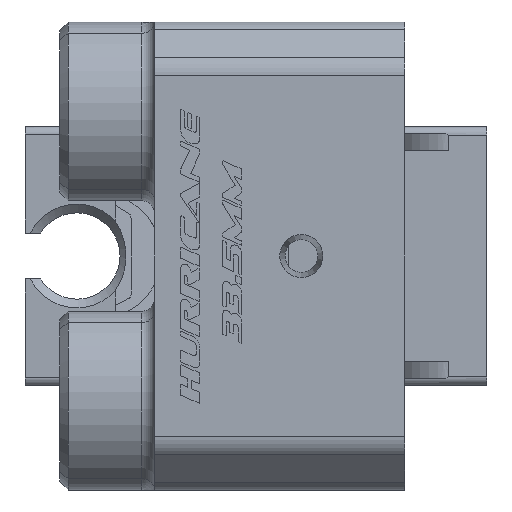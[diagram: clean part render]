
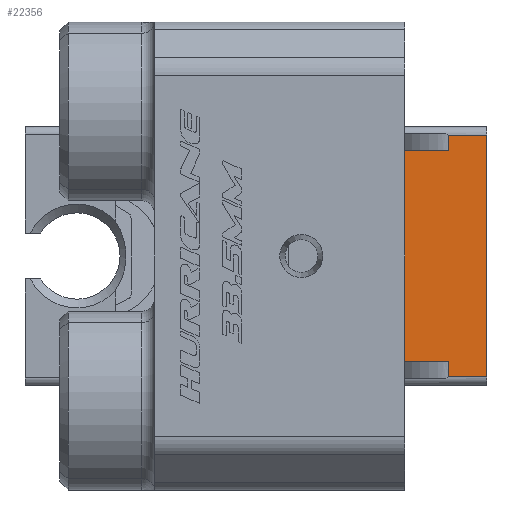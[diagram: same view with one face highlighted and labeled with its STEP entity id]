
A CAD part, left-side view. The second image highlights one B-rep face of the part: STEP entity #22356.
In plain terms, the highlighted planar face has unit normal (-1, 0, 0).
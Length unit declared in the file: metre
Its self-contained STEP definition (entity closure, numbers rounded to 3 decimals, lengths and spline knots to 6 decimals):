
#3293=ORIENTED_EDGE('',*,*,#9466,.T.);
#3294=ORIENTED_EDGE('',*,*,#9054,.F.);
#3295=ORIENTED_EDGE('',*,*,#9471,.F.);
#3296=ORIENTED_EDGE('',*,*,#9069,.F.);
#3297=ORIENTED_EDGE('',*,*,#9470,.T.);
#3298=ORIENTED_EDGE('',*,*,#9472,.T.);
#3299=ORIENTED_EDGE('',*,*,#9081,.T.);
#3300=ORIENTED_EDGE('',*,*,#9079,.T.);
#9054=EDGE_CURVE('',#12424,#12425,#14613,.T.);
#9069=EDGE_CURVE('',#12437,#12438,#14621,.T.);
#9079=EDGE_CURVE('',#12441,#12443,#14623,.T.);
#9081=EDGE_CURVE('',#12444,#12441,#14625,.T.);
#9466=EDGE_CURVE('',#12443,#12425,#14859,.T.);
#9470=EDGE_CURVE('',#12437,#12647,#14862,.T.);
#9471=EDGE_CURVE('',#12438,#12424,#14863,.T.);
#9472=EDGE_CURVE('',#12647,#12444,#14864,.T.);
#12424=VERTEX_POINT('',#31948);
#12425=VERTEX_POINT('',#31950);
#12437=VERTEX_POINT('',#31999);
#12438=VERTEX_POINT('',#32000);
#12441=VERTEX_POINT('',#32044);
#12443=VERTEX_POINT('',#32054);
#12444=VERTEX_POINT('',#32059);
#12647=VERTEX_POINT('',#35687);
#14613=LINE('',#31949,#16967);
#14621=LINE('',#31998,#16975);
#14623=LINE('',#32055,#16977);
#14625=LINE('',#32058,#16979);
#14859=LINE('',#35680,#17213);
#14862=LINE('',#35688,#17216);
#14863=LINE('',#35690,#17217);
#14864=LINE('',#35691,#17218);
#16967=VECTOR('',#25416,1.);
#16975=VECTOR('',#25434,1.);
#16977=VECTOR('',#25436,1.);
#16979=VECTOR('',#25440,1.);
#17213=VECTOR('',#25940,1.);
#17216=VECTOR('',#25951,1.);
#17217=VECTOR('',#25954,1.);
#17218=VECTOR('',#25955,1.);
#19032=EDGE_LOOP('',(#3293,#3294,#3295,#3296,#3297,#3298,#3299,#3300));
#20337=FACE_BOUND('',#19032,.T.);
#21500=PLANE('',#23550);
#22356=ADVANCED_FACE('',(#20337),#21500,.F.);
#23550=AXIS2_PLACEMENT_3D('',#35689,#25952,#25953);
#25416=DIRECTION('',(0.,0.,1.));
#25434=DIRECTION('',(0.,0.,1.));
#25436=DIRECTION('',(0.,0.,-1.));
#25440=DIRECTION('',(0.,1.,0.));
#25940=DIRECTION('',(0.,1.,0.));
#25951=DIRECTION('',(0.,-1.,0.));
#25952=DIRECTION('',(1.,0.,0.));
#25953=DIRECTION('',(0.,0.,-1.));
#25954=DIRECTION('',(0.,1.,0.));
#25955=DIRECTION('',(0.,0.,1.));
#31948=CARTESIAN_POINT('',(0.013,-0.002,-0.0122));
#31949=CARTESIAN_POINT('',(0.013,-0.002,-0.0122));
#31950=CARTESIAN_POINT('',(0.013,-0.002,0.0122));
#31998=CARTESIAN_POINT('',(0.013,-0.007074,-0.0142));
#31999=CARTESIAN_POINT('',(0.013,-0.007074,-0.014));
#32000=CARTESIAN_POINT('',(0.013,-0.007074,-0.0122));
#32044=CARTESIAN_POINT('',(0.013,-0.007074,0.014));
#32054=CARTESIAN_POINT('',(0.013,-0.007074,0.0122));
#32055=CARTESIAN_POINT('',(0.013,-0.007074,0.0142));
#32058=CARTESIAN_POINT('',(0.013,-0.0095,0.014));
#32059=CARTESIAN_POINT('',(0.013,-0.0115,0.014));
#35680=CARTESIAN_POINT('',(0.013,0.,0.0122));
#35687=CARTESIAN_POINT('',(0.013,-0.0115,-0.014));
#35688=CARTESIAN_POINT('',(0.013,-0.0095,-0.014));
#35689=CARTESIAN_POINT('',(0.013,-0.0095,0.));
#35690=CARTESIAN_POINT('',(0.013,0.,-0.0122));
#35691=CARTESIAN_POINT('',(0.013,-0.0115,0.));
